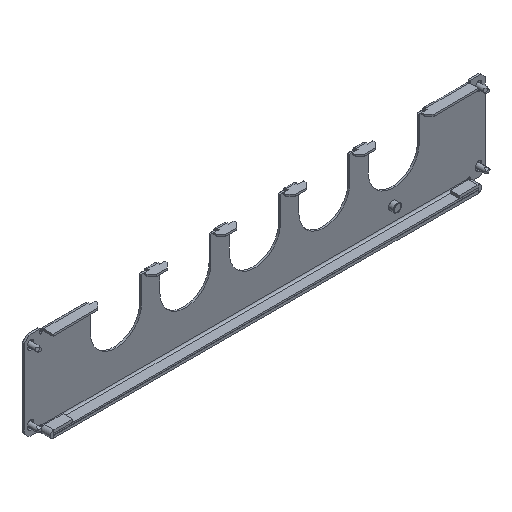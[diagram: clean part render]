
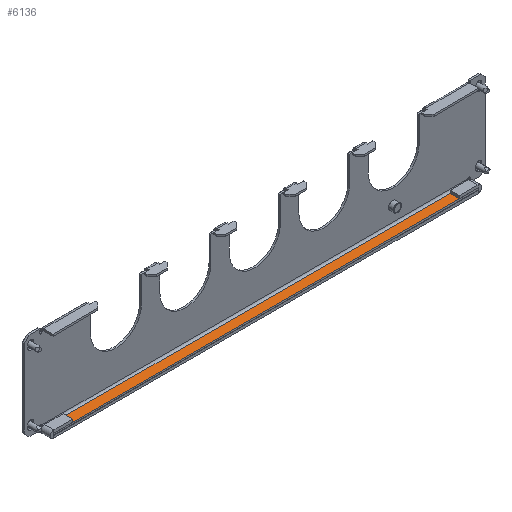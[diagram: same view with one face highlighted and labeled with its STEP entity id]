
A CAD part, isometric view. The second image highlights one B-rep face of the part: STEP entity #6136.
In plain terms, the highlighted planar face has unit normal (0, 0, 1).
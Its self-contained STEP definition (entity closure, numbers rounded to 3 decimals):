
#255 = CARTESIAN_POINT ( 'NONE',  ( -230., -14., -45.5 ) ) ;
#404 = VERTEX_POINT ( 'NONE', #1461 ) ;
#485 = EDGE_CURVE ( 'NONE', #5998, #404, #1185, .T. ) ;
#614 = EDGE_CURVE ( 'NONE', #404, #1560, #686, .T. ) ;
#686 = LINE ( 'NONE', #6693, #981 ) ;
#702 = EDGE_LOOP ( 'NONE', ( #6658, #1163, #2341, #1976 ) ) ;
#842 = VECTOR ( 'NONE', #4748, 1000. ) ;
#880 = VECTOR ( 'NONE', #6587, 1000. ) ;
#966 = CARTESIAN_POINT ( 'NONE',  ( 230., -14., -45.5 ) ) ;
#981 = VECTOR ( 'NONE', #6097, 1000. ) ;
#1163 = ORIENTED_EDGE ( 'NONE', *, *, #2347, .F. ) ;
#1185 = LINE ( 'NONE', #255, #880 ) ;
#1312 = VECTOR ( 'NONE', #7876, 1000. ) ;
#1460 = CARTESIAN_POINT ( 'NONE',  ( -230., -4., -45.5 ) ) ;
#1461 = CARTESIAN_POINT ( 'NONE',  ( -230., -14., -45.5 ) ) ;
#1560 = VERTEX_POINT ( 'NONE', #1460 ) ;
#1976 = ORIENTED_EDGE ( 'NONE', *, *, #485, .F. ) ;
#2341 = ORIENTED_EDGE ( 'NONE', *, *, #614, .F. ) ;
#2347 = EDGE_CURVE ( 'NONE', #1560, #3650, #4189, .T. ) ;
#2596 = FACE_OUTER_BOUND ( 'NONE', #702, .T. ) ;
#2636 = DIRECTION ( 'NONE',  ( 0., -1., 0. ) ) ;
#3481 = CARTESIAN_POINT ( 'NONE',  ( -230., -4., -45.5 ) ) ;
#3650 = VERTEX_POINT ( 'NONE', #3669 ) ;
#3669 = CARTESIAN_POINT ( 'NONE',  ( 230., -4., -45.5 ) ) ;
#3839 = PLANE ( 'NONE',  #5275 ) ;
#4181 = CARTESIAN_POINT ( 'NONE',  ( 230., -14., -45.5 ) ) ;
#4189 = LINE ( 'NONE', #3481, #842 ) ;
#4748 = DIRECTION ( 'NONE',  ( 1., 0., 0. ) ) ;
#5206 = DIRECTION ( 'NONE',  ( 0., 0., 1. ) ) ;
#5275 = AXIS2_PLACEMENT_3D ( 'NONE', #6408, #5206, #2636 ) ;
#5952 = LINE ( 'NONE', #966, #1312 ) ;
#5998 = VERTEX_POINT ( 'NONE', #4181 ) ;
#6097 = DIRECTION ( 'NONE',  ( 0., 1., 0. ) ) ;
#6136 = ADVANCED_FACE ( 'NONE', ( #2596 ), #3839, .T. ) ;
#6408 = CARTESIAN_POINT ( 'NONE',  ( 0., 0., -45.5 ) ) ;
#6587 = DIRECTION ( 'NONE',  ( -1., 0., 0. ) ) ;
#6658 = ORIENTED_EDGE ( 'NONE', *, *, #6893, .F. ) ;
#6693 = CARTESIAN_POINT ( 'NONE',  ( -230., -2., -45.5 ) ) ;
#6893 = EDGE_CURVE ( 'NONE', #3650, #5998, #5952, .T. ) ;
#7876 = DIRECTION ( 'NONE',  ( 0., -1., 0. ) ) ;
